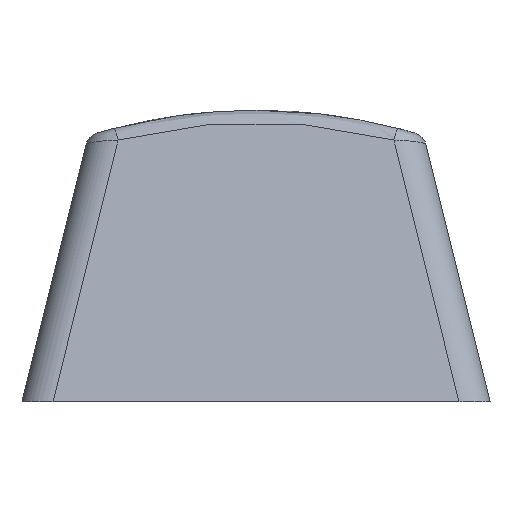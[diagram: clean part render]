
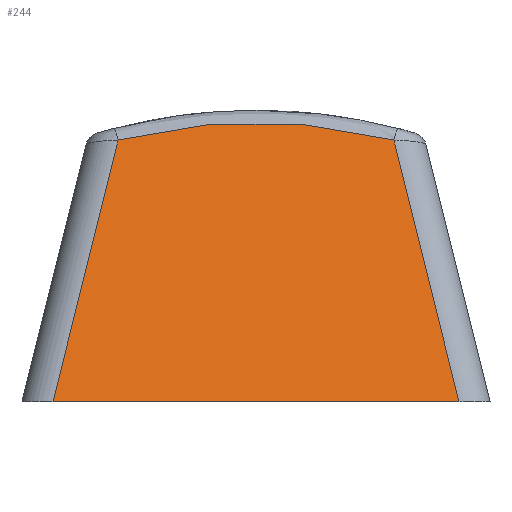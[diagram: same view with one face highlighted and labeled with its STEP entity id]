
A CAD part, left-side view. The second image highlights one B-rep face of the part: STEP entity #244.
In plain terms, the highlighted planar face has unit normal (-0.97, 0, 0.241).
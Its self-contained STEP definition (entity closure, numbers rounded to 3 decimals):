
#204=CARTESIAN_POINT('',(222.121,-93.075,2.145));
#205=DIRECTION('',(-0.97,0.,0.242));
#206=DIRECTION('',(0.242,0.,0.97));
#207=AXIS2_PLACEMENT_3D('',#204,#205,#206);
#208=PLANE('',#207);
#209=CARTESIAN_POINT('',(221.587,-85.138,0.));
#210=VERTEX_POINT('',#209);
#211=CARTESIAN_POINT('',(221.587,-101.012,0.));
#212=VERTEX_POINT('',#211);
#213=CARTESIAN_POINT('',(221.587,-85.138,0.));
#214=DIRECTION('',(-0.,-1.,-0.));
#215=VECTOR('',#214,15.874);
#216=LINE('',#213,#215);
#217=EDGE_CURVE('',#210,#212,#216,.T.);
#218=ORIENTED_EDGE('',*,*,#217,.T.);
#219=CARTESIAN_POINT('',(224.135,-98.464,10.236));
#220=VERTEX_POINT('',#219);
#221=CARTESIAN_POINT('',(221.587,-101.012,0.));
#222=DIRECTION('',(0.235,0.235,0.943));
#223=VECTOR('',#222,10.852);
#224=LINE('',#221,#223);
#225=EDGE_CURVE('',#212,#220,#224,.T.);
#226=ORIENTED_EDGE('',*,*,#225,.T.);
#227=CARTESIAN_POINT('',(224.135,-87.686,10.236));
#228=VERTEX_POINT('',#227);
#229=CARTESIAN_POINT('',(218.98,-93.075,-10.475));
#230=DIRECTION('',(-0.97,0.,0.242));
#231=DIRECTION('',(-0.242,-0.,-0.97));
#232=AXIS2_PLACEMENT_3D('',#229,#230,#231);
#233=ELLIPSE('',#232,22.054,21.401);
#234=EDGE_CURVE('',#220,#228,#233,.T.);
#235=ORIENTED_EDGE('',*,*,#234,.T.);
#236=CARTESIAN_POINT('',(224.135,-87.686,10.236));
#237=DIRECTION('',(-0.235,0.235,-0.943));
#238=VECTOR('',#237,10.852);
#239=LINE('',#236,#238);
#240=EDGE_CURVE('',#228,#210,#239,.T.);
#241=ORIENTED_EDGE('',*,*,#240,.T.);
#242=EDGE_LOOP('',(#218,#226,#235,#241));
#243=FACE_BOUND('',#242,.T.);
#244=ADVANCED_FACE('',(#243),#208,.T.);
